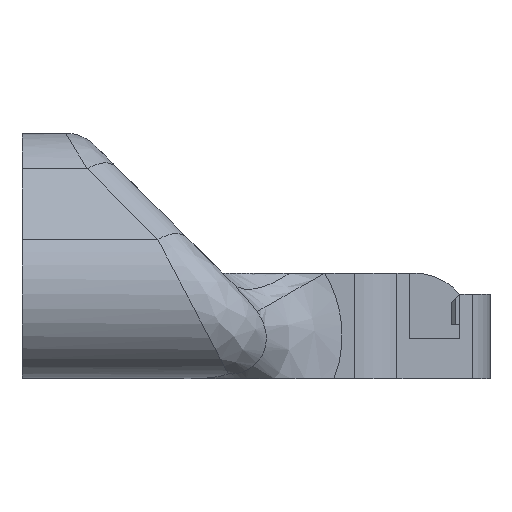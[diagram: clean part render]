
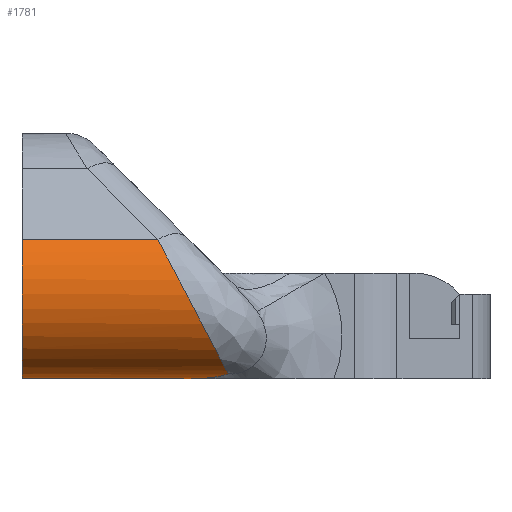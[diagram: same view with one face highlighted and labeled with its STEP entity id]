
A CAD part, left-side view. The second image highlights one B-rep face of the part: STEP entity #1781.
In plain terms, the highlighted cylindrical face has radius 4.2 mm (diameter 8.4 mm), a partial arc.
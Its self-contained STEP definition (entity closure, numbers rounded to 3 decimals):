
#37=ELLIPSE('',#1925,4.741,4.2);
#50=B_SPLINE_CURVE_WITH_KNOTS('',3,(#3053,#3054,#3055,#3056,#3057,#3058,
#3059,#3060),.UNSPECIFIED.,.F.,.F.,(4,2,2,4),(0.288,0.296,
0.541,0.542),.UNSPECIFIED.);
#223=FACE_OUTER_BOUND('',#322,.T.);
#322=EDGE_LOOP('',(#1567,#1568,#1569,#1570,#1571));
#483=LINE('',#2758,#670);
#521=LINE('',#3073,#708);
#670=VECTOR('',#2216,10.);
#708=VECTOR('',#2342,10.);
#756=CIRCLE('',#1926,4.2);
#879=VERTEX_POINT('',#2738);
#880=VERTEX_POINT('',#2757);
#917=VERTEX_POINT('',#3052);
#918=VERTEX_POINT('',#3070);
#919=VERTEX_POINT('',#3072);
#1086=EDGE_CURVE('',#880,#879,#483,.T.);
#1148=EDGE_CURVE('',#879,#917,#50,.T.);
#1150=EDGE_CURVE('',#918,#917,#37,.T.);
#1151=EDGE_CURVE('',#919,#918,#521,.T.);
#1152=EDGE_CURVE('',#880,#919,#756,.T.);
#1567=ORIENTED_EDGE('',*,*,#1148,.T.);
#1568=ORIENTED_EDGE('',*,*,#1150,.F.);
#1569=ORIENTED_EDGE('',*,*,#1151,.F.);
#1570=ORIENTED_EDGE('',*,*,#1152,.F.);
#1571=ORIENTED_EDGE('',*,*,#1086,.T.);
#1704=CYLINDRICAL_SURFACE('',#1924,4.2);
#1781=ADVANCED_FACE('',(#223),#1704,.T.);
#1924=AXIS2_PLACEMENT_3D('',#3069,#2338,#2339);
#1925=AXIS2_PLACEMENT_3D('',#3071,#2340,#2341);
#1926=AXIS2_PLACEMENT_3D('',#3074,#2343,#2344);
#2216=DIRECTION('',(0.,-1.,0.));
#2338=DIRECTION('center_axis',(0.,-1.,0.));
#2339=DIRECTION('ref_axis',(0.,0.,-1.));
#2340=DIRECTION('center_axis',(0.,-0.886,0.464));
#2341=DIRECTION('ref_axis',(0.,-0.464,-0.886));
#2342=DIRECTION('',(0.,-1.,0.));
#2343=DIRECTION('center_axis',(0.,1.,0.));
#2344=DIRECTION('ref_axis',(0.,0.,-1.));
#2738=CARTESIAN_POINT('',(-16.6,14.895,0.));
#2757=CARTESIAN_POINT('',(-16.6,23.25,0.));
#2758=CARTESIAN_POINT('',(-16.6,23.25,0.));
#3052=CARTESIAN_POINT('',(-17.996,13.003,0.239));
#3053=CARTESIAN_POINT('Ctrl Pts',(-16.6,14.895,0.));
#3054=CARTESIAN_POINT('Ctrl Pts',(-16.613,14.873,0.));
#3055=CARTESIAN_POINT('Ctrl Pts',(-16.626,14.851,0.));
#3056=CARTESIAN_POINT('Ctrl Pts',(-17.051,14.125,0.004));
#3057=CARTESIAN_POINT('Ctrl Pts',(-17.518,13.527,0.071));
#3058=CARTESIAN_POINT('Ctrl Pts',(-17.993,13.007,0.238));
#3059=CARTESIAN_POINT('Ctrl Pts',(-17.994,13.005,0.238));
#3060=CARTESIAN_POINT('Ctrl Pts',(-17.996,13.003,0.239));
#3069=CARTESIAN_POINT('Origin',(-16.6,23.25,4.2));
#3070=CARTESIAN_POINT('',(-19.804,16.501,6.916));
#3071=CARTESIAN_POINT('Origin',(-16.6,15.078,4.2));
#3072=CARTESIAN_POINT('',(-19.804,23.25,6.916));
#3073=CARTESIAN_POINT('',(-19.804,23.25,6.916));
#3074=CARTESIAN_POINT('Origin',(-16.6,23.25,4.2));
